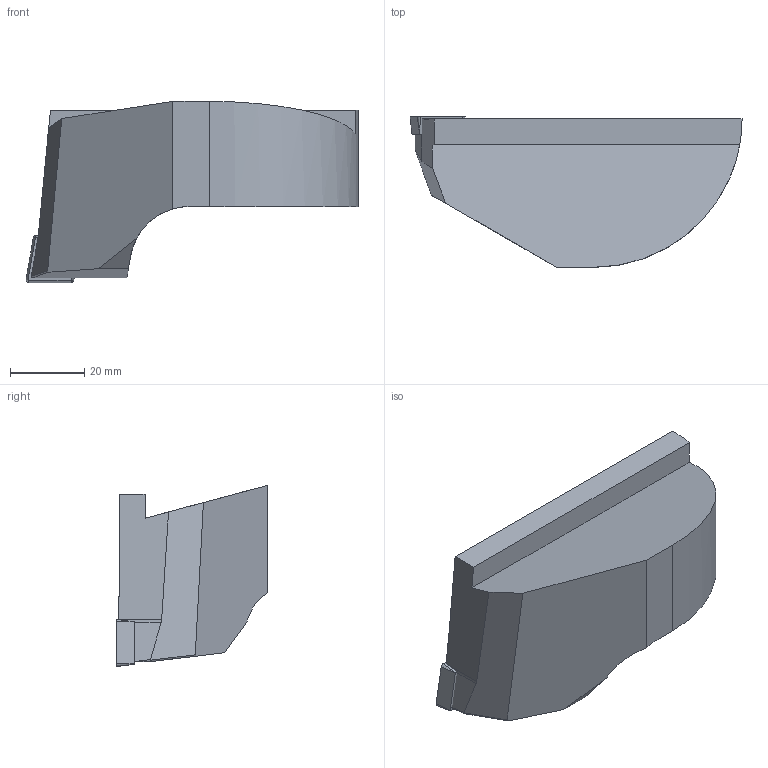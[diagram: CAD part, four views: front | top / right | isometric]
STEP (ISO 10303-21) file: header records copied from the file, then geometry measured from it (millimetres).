
FILE_DESCRIPTION(/* description */ ('3-D model version:1'),/* implementation_level */ '2;1');
FILE_NAME(/* name */ '391.68F-7-12540CC12',/* time_stamp */ '2015-09-17T14:03:27+02:00',/* author */ ('InteractiveCad'),/* organization */ ('AB Sandvik Coromant'),/* preprocessor_version */ 'ST-DEVELOPER v15',/* originating_system */ 'SIEMENS PLM Software NX 8.5',/* authorisation */ '');
FILE_SCHEMA (('AP203_CONFIGURATION_CONTROLLED_3D_DESIGN_OF_MECHANICAL_PARTS_AND_ASSEMBLIES_MIM_LF { 1 0 10303 403 2 1 2}'));
Length unit declared in the file: millimetre
Products named in the file (1): 391_68F_7_12540CC12_SIM
Bounding box: 89.5 x 40.7 x 48.84 mm (x, y, z)
Volume: 77898.2 mm3; surface area: 13845 mm2
Topology: 2 solids, 2 shells, 36 faces, 95 edges, 63 vertices
Faces by surface type: plane 24, cylinder 5, revolution 4, torus 2, cone 1
Full cylindrical faces by diameter (mm): 5.5 x1
Entity records: 1587 total; most frequent: CARTESIAN_POINT 599, DIRECTION 181, ORIENTED_EDGE 178, EDGE_CURVE 89, VERTEX_POINT 61, LINE 59, VECTOR 59, AXIS2_PLACEMENT_3D 59
